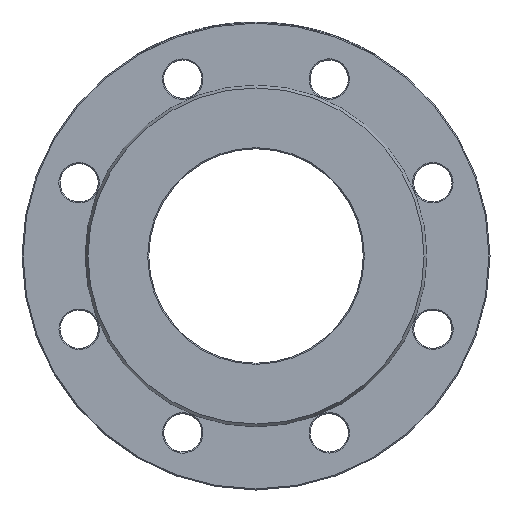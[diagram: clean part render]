
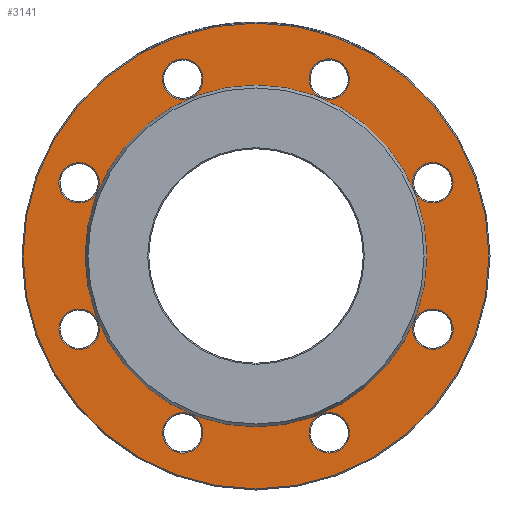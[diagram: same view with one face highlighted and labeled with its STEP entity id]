
A CAD part, left-side view. The second image highlights one B-rep face of the part: STEP entity #3141.
In plain terms, the highlighted planar face has unit normal (-1, 0, 0).
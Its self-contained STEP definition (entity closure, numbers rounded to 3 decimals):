
#22 = EDGE_CURVE ( 'NONE', #6925, #6925, #1762, .T. ) ;
#86 = EDGE_CURVE ( 'NONE', #5643, #5643, #4211, .T. ) ;
#140 = DIRECTION ( 'NONE',  ( 1., 0., 0. ) ) ;
#262 = FACE_BOUND ( 'NONE', #6536, .T. ) ;
#322 = EDGE_LOOP ( 'NONE', ( #6879 ) ) ;
#349 = CARTESIAN_POINT ( 'NONE',  ( 3., 0., 80.336 ) ) ;
#355 = FACE_BOUND ( 'NONE', #7433, .T. ) ;
#469 = DIRECTION ( 'NONE',  ( 1., 0., 0. ) ) ;
#546 = ORIENTED_EDGE ( 'NONE', *, *, #4580, .T. ) ;
#576 = ORIENTED_EDGE ( 'NONE', *, *, #3697, .T. ) ;
#647 = VERTEX_POINT ( 'NONE', #349 ) ;
#916 = AXIS2_PLACEMENT_3D ( 'NONE', #6069, #469, #2531 ) ;
#939 = CARTESIAN_POINT ( 'NONE',  ( 3., 83.149, -43.942 ) ) ;
#945 = FACE_OUTER_BOUND ( 'NONE', #7575, .T. ) ;
#1063 = CARTESIAN_POINT ( 'NONE',  ( 3., -83.149, 43.942 ) ) ;
#1108 = EDGE_LOOP ( 'NONE', ( #8821 ) ) ;
#1178 = CARTESIAN_POINT ( 'NONE',  ( 3., 83.149, -34.442 ) ) ;
#1379 = EDGE_LOOP ( 'NONE', ( #4191 ) ) ;
#1421 = ORIENTED_EDGE ( 'NONE', *, *, #7843, .F. ) ;
#1588 = CIRCLE ( 'NONE', #6586, 109.5 ) ;
#1611 = FACE_BOUND ( 'NONE', #7924, .T. ) ;
#1656 = DIRECTION ( 'NONE',  ( 0., 0., -1. ) ) ;
#1762 = CIRCLE ( 'NONE', #916, 9.5 ) ;
#2140 = CARTESIAN_POINT ( 'NONE',  ( 3., 43.942, 83.149 ) ) ;
#2354 = EDGE_LOOP ( 'NONE', ( #3155 ) ) ;
#2485 = CARTESIAN_POINT ( 'NONE',  ( 3., 0., 0. ) ) ;
#2488 = DIRECTION ( 'NONE',  ( 1., 0., 0. ) ) ;
#2531 = DIRECTION ( 'NONE',  ( 0., -0.707, 0.707 ) ) ;
#2869 = CIRCLE ( 'NONE', #3878, 9.5 ) ;
#2886 = AXIS2_PLACEMENT_3D ( 'NONE', #5760, #8503, #7213 ) ;
#2933 = DIRECTION ( 'NONE',  ( 0., 0.707, -0.707 ) ) ;
#3046 = FACE_BOUND ( 'NONE', #6018, .T. ) ;
#3141 = ADVANCED_FACE ( 'NONE', ( #355, #1611, #7681, #4302, #3720, #8445, #4350, #3046, #945, #262 ), #5737, .F. ) ;
#3155 = ORIENTED_EDGE ( 'NONE', *, *, #3299, .T. ) ;
#3157 = DIRECTION ( 'NONE',  ( -1., 0., 0. ) ) ;
#3167 = CIRCLE ( 'NONE', #7019, 9.5 ) ;
#3299 = EDGE_CURVE ( 'NONE', #7770, #7770, #2869, .T. ) ;
#3577 = CARTESIAN_POINT ( 'NONE',  ( 3., 27.724, -89.867 ) ) ;
#3615 = AXIS2_PLACEMENT_3D ( 'NONE', #4281, #7618, #2933 ) ;
#3697 = EDGE_CURVE ( 'NONE', #8394, #8394, #1588, .T. ) ;
#3720 = FACE_BOUND ( 'NONE', #322, .T. ) ;
#3742 = DIRECTION ( 'NONE',  ( 0., 0.707, 0.707 ) ) ;
#3802 = VERTEX_POINT ( 'NONE', #6528 ) ;
#3878 = AXIS2_PLACEMENT_3D ( 'NONE', #8254, #4837, #5511 ) ;
#4191 = ORIENTED_EDGE ( 'NONE', *, *, #5524, .T. ) ;
#4211 = CIRCLE ( 'NONE', #7196, 9.5 ) ;
#4254 = VERTEX_POINT ( 'NONE', #8259 ) ;
#4281 = CARTESIAN_POINT ( 'NONE',  ( 3., 83.149, 34.442 ) ) ;
#4296 = CARTESIAN_POINT ( 'NONE',  ( 3., -89.867, -27.724 ) ) ;
#4302 = FACE_BOUND ( 'NONE', #4858, .T. ) ;
#4304 = AXIS2_PLACEMENT_3D ( 'NONE', #5072, #7775, #1656 ) ;
#4350 = FACE_BOUND ( 'NONE', #2354, .T. ) ;
#4365 = DIRECTION ( 'NONE',  ( 0., 0., 1. ) ) ;
#4374 = CARTESIAN_POINT ( 'NONE',  ( 3., -34.442, 83.149 ) ) ;
#4551 = DIRECTION ( 'NONE',  ( 0., 0., -1. ) ) ;
#4580 = EDGE_CURVE ( 'NONE', #6401, #6401, #3167, .T. ) ;
#4592 = DIRECTION ( 'NONE',  ( 0., 0., -1. ) ) ;
#4684 = VERTEX_POINT ( 'NONE', #8479 ) ;
#4770 = DIRECTION ( 'NONE',  ( 0., 0., 1. ) ) ;
#4837 = DIRECTION ( 'NONE',  ( 1., 0., 0. ) ) ;
#4858 = EDGE_LOOP ( 'NONE', ( #7597 ) ) ;
#5072 = CARTESIAN_POINT ( 'NONE',  ( 3., 80.336, 0. ) ) ;
#5477 = CIRCLE ( 'NONE', #8589, 9.5 ) ;
#5484 = CARTESIAN_POINT ( 'NONE',  ( 3., 34.442, 83.149 ) ) ;
#5511 = DIRECTION ( 'NONE',  ( 0., -0.707, -0.707 ) ) ;
#5524 = EDGE_CURVE ( 'NONE', #4254, #4254, #6733, .T. ) ;
#5643 = VERTEX_POINT ( 'NONE', #2140 ) ;
#5661 = DIRECTION ( 'NONE',  ( -1., 0., 0. ) ) ;
#5737 = PLANE ( 'NONE',  #4304 ) ;
#5760 = CARTESIAN_POINT ( 'NONE',  ( 3., -34.442, -83.149 ) ) ;
#6018 = EDGE_LOOP ( 'NONE', ( #546 ) ) ;
#6069 = CARTESIAN_POINT ( 'NONE',  ( 3., -83.149, -34.442 ) ) ;
#6116 = EDGE_CURVE ( 'NONE', #4684, #4684, #7447, .T. ) ;
#6144 = CARTESIAN_POINT ( 'NONE',  ( 3., -83.149, 34.442 ) ) ;
#6267 = EDGE_CURVE ( 'NONE', #3802, #3802, #5477, .T. ) ;
#6290 = CIRCLE ( 'NONE', #7555, 9.5 ) ;
#6309 = CARTESIAN_POINT ( 'NONE',  ( 3., 0., -109.5 ) ) ;
#6401 = VERTEX_POINT ( 'NONE', #939 ) ;
#6425 = DIRECTION ( 'NONE',  ( 1., 0., 0. ) ) ;
#6501 = CIRCLE ( 'NONE', #8343, 80.336 ) ;
#6528 = CARTESIAN_POINT ( 'NONE',  ( 3., -27.724, 89.867 ) ) ;
#6536 = EDGE_LOOP ( 'NONE', ( #1421 ) ) ;
#6538 = EDGE_CURVE ( 'NONE', #7189, #7189, #6290, .T. ) ;
#6586 = AXIS2_PLACEMENT_3D ( 'NONE', #2485, #3157, #4592 ) ;
#6733 = CIRCLE ( 'NONE', #2886, 9.5 ) ;
#6879 = ORIENTED_EDGE ( 'NONE', *, *, #22, .T. ) ;
#6925 = VERTEX_POINT ( 'NONE', #4296 ) ;
#7019 = AXIS2_PLACEMENT_3D ( 'NONE', #1178, #2488, #4551 ) ;
#7189 = VERTEX_POINT ( 'NONE', #1063 ) ;
#7196 = AXIS2_PLACEMENT_3D ( 'NONE', #5484, #8186, #7690 ) ;
#7213 = DIRECTION ( 'NONE',  ( 0., -1., 0. ) ) ;
#7433 = EDGE_LOOP ( 'NONE', ( #7516 ) ) ;
#7447 = CIRCLE ( 'NONE', #3615, 9.5 ) ;
#7516 = ORIENTED_EDGE ( 'NONE', *, *, #6116, .T. ) ;
#7555 = AXIS2_PLACEMENT_3D ( 'NONE', #6144, #140, #4770 ) ;
#7575 = EDGE_LOOP ( 'NONE', ( #576 ) ) ;
#7597 = ORIENTED_EDGE ( 'NONE', *, *, #6538, .T. ) ;
#7618 = DIRECTION ( 'NONE',  ( 1., 0., 0. ) ) ;
#7681 = FACE_BOUND ( 'NONE', #1108, .T. ) ;
#7690 = DIRECTION ( 'NONE',  ( 0., 1., 0. ) ) ;
#7755 = ORIENTED_EDGE ( 'NONE', *, *, #86, .T. ) ;
#7770 = VERTEX_POINT ( 'NONE', #3577 ) ;
#7775 = DIRECTION ( 'NONE',  ( 1., 0., 0. ) ) ;
#7843 = EDGE_CURVE ( 'NONE', #647, #647, #6501, .T. ) ;
#7924 = EDGE_LOOP ( 'NONE', ( #7755 ) ) ;
#8186 = DIRECTION ( 'NONE',  ( 1., 0., 0. ) ) ;
#8254 = CARTESIAN_POINT ( 'NONE',  ( 3., 34.442, -83.149 ) ) ;
#8259 = CARTESIAN_POINT ( 'NONE',  ( 3., -43.942, -83.149 ) ) ;
#8343 = AXIS2_PLACEMENT_3D ( 'NONE', #8457, #5661, #4365 ) ;
#8394 = VERTEX_POINT ( 'NONE', #6309 ) ;
#8445 = FACE_BOUND ( 'NONE', #1379, .T. ) ;
#8457 = CARTESIAN_POINT ( 'NONE',  ( 3., 0., 0. ) ) ;
#8479 = CARTESIAN_POINT ( 'NONE',  ( 3., 89.867, 27.724 ) ) ;
#8503 = DIRECTION ( 'NONE',  ( 1., 0., 0. ) ) ;
#8589 = AXIS2_PLACEMENT_3D ( 'NONE', #4374, #6425, #3742 ) ;
#8821 = ORIENTED_EDGE ( 'NONE', *, *, #6267, .T. ) ;
